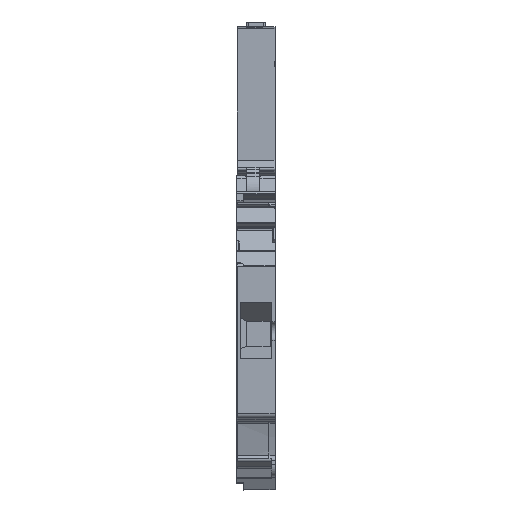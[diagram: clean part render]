
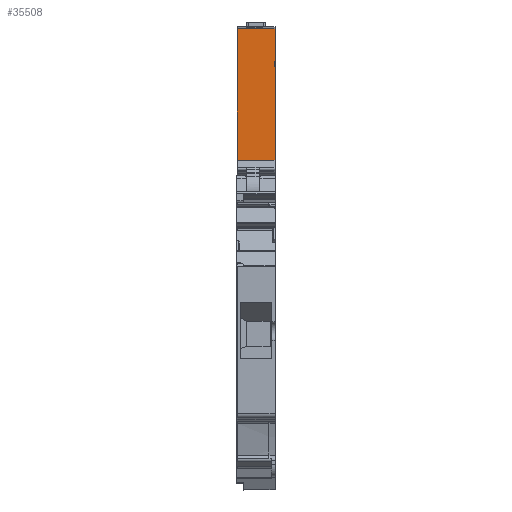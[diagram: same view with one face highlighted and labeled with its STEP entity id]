
A CAD part, front view. The second image highlights one B-rep face of the part: STEP entity #35508.
In plain terms, the highlighted planar face has unit normal (0, -1, 0).
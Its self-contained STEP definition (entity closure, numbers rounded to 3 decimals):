
#35472=AXIS2_PLACEMENT_3D('Plane Axis2P3D',#35469,#35470,#35471) ;
#33379=CARTESIAN_POINT('Vertex',(0.054,18.607,52.106)) ;
#33382=CARTESIAN_POINT('Line Origine',(0.054,18.607,62.482)) ;
#33386=CARTESIAN_POINT('Vertex',(0.054,18.607,72.858)) ;
#33763=CARTESIAN_POINT('Vertex',(6.054,18.607,72.858)) ;
#33766=CARTESIAN_POINT('Line Origine',(6.054,18.607,70.26)) ;
#33770=CARTESIAN_POINT('Vertex',(6.054,18.607,67.662)) ;
#33903=CARTESIAN_POINT('Vertex',(6.054,18.607,66.962)) ;
#33906=CARTESIAN_POINT('Line Origine',(6.054,18.607,59.534)) ;
#33910=CARTESIAN_POINT('Vertex',(6.054,18.607,52.106)) ;
#35453=CARTESIAN_POINT('Line Origine',(3.054,18.607,52.106)) ;
#35469=CARTESIAN_POINT('Axis2P3D Location',(2.904,18.607,53.612)) ;
#35474=CARTESIAN_POINT('Line Origine',(3.054,18.607,72.858)) ;
#35479=CARTESIAN_POINT('Line Origine',(6.004,18.607,66.962)) ;
#35483=CARTESIAN_POINT('Vertex',(5.954,18.607,66.962)) ;
#35486=CARTESIAN_POINT('Line Origine',(5.954,18.607,67.312)) ;
#35490=CARTESIAN_POINT('Vertex',(5.954,18.607,67.662)) ;
#35493=CARTESIAN_POINT('Line Origine',(6.004,18.607,67.662)) ;
#33383=DIRECTION('Vector Direction',(0.,0.,-1.)) ;
#33767=DIRECTION('Vector Direction',(0.,0.,1.)) ;
#33907=DIRECTION('Vector Direction',(0.,0.,-1.)) ;
#35454=DIRECTION('Vector Direction',(1.,0.,0.)) ;
#35470=DIRECTION('Axis2P3D Direction',(0.,1.,0.)) ;
#35471=DIRECTION('Axis2P3D XDirection',(0.,0.,1.)) ;
#35475=DIRECTION('Vector Direction',(1.,0.,0.)) ;
#35480=DIRECTION('Vector Direction',(-1.,0.,0.)) ;
#35487=DIRECTION('Vector Direction',(0.,0.,-1.)) ;
#35494=DIRECTION('Vector Direction',(-1.,0.,0.)) ;
#33384=VECTOR('Line Direction',#33383,1.) ;
#33768=VECTOR('Line Direction',#33767,1.) ;
#33908=VECTOR('Line Direction',#33907,1.) ;
#35455=VECTOR('Line Direction',#35454,1.) ;
#35476=VECTOR('Line Direction',#35475,1.) ;
#35481=VECTOR('Line Direction',#35480,1.) ;
#35488=VECTOR('Line Direction',#35487,1.) ;
#35495=VECTOR('Line Direction',#35494,1.) ;
#35499=ORIENTED_EDGE('',*,*,#33772,.F.) ;
#35500=ORIENTED_EDGE('',*,*,#35478,.T.) ;
#35501=ORIENTED_EDGE('',*,*,#33388,.T.) ;
#35502=ORIENTED_EDGE('',*,*,#35457,.F.) ;
#35503=ORIENTED_EDGE('',*,*,#33912,.F.) ;
#35504=ORIENTED_EDGE('',*,*,#35485,.T.) ;
#35505=ORIENTED_EDGE('',*,*,#35492,.F.) ;
#35506=ORIENTED_EDGE('',*,*,#35497,.F.) ;
#35508=ADVANCED_FACE('FSPG',(#35507),#35473,.F.) ;
#33388=EDGE_CURVE('',#33387,#33380,#33385,.T.) ;
#33772=EDGE_CURVE('',#33764,#33771,#33769,.F.) ;
#33912=EDGE_CURVE('',#33904,#33911,#33909,.T.) ;
#35457=EDGE_CURVE('',#33911,#33380,#35456,.F.) ;
#35478=EDGE_CURVE('',#33764,#33387,#35477,.F.) ;
#35485=EDGE_CURVE('',#33904,#35484,#35482,.T.) ;
#35492=EDGE_CURVE('',#35491,#35484,#35489,.T.) ;
#35497=EDGE_CURVE('',#33771,#35491,#35496,.T.) ;
#35498=EDGE_LOOP('',(#35499,#35500,#35501,#35502,#35503,#35504,#35505,#35506)) ;
#35507=FACE_OUTER_BOUND('',#35498,.T.) ;
#33385=LINE('Line',#33382,#33384) ;
#33769=LINE('Line',#33766,#33768) ;
#33909=LINE('Line',#33906,#33908) ;
#35456=LINE('Line',#35453,#35455) ;
#35477=LINE('Line',#35474,#35476) ;
#35482=LINE('Line',#35479,#35481) ;
#35489=LINE('Line',#35486,#35488) ;
#35496=LINE('Line',#35493,#35495) ;
#35473=PLANE('',#35472) ;
#33380=VERTEX_POINT('',#33379) ;
#33387=VERTEX_POINT('',#33386) ;
#33764=VERTEX_POINT('',#33763) ;
#33771=VERTEX_POINT('',#33770) ;
#33904=VERTEX_POINT('',#33903) ;
#33911=VERTEX_POINT('',#33910) ;
#35484=VERTEX_POINT('',#35483) ;
#35491=VERTEX_POINT('',#35490) ;
